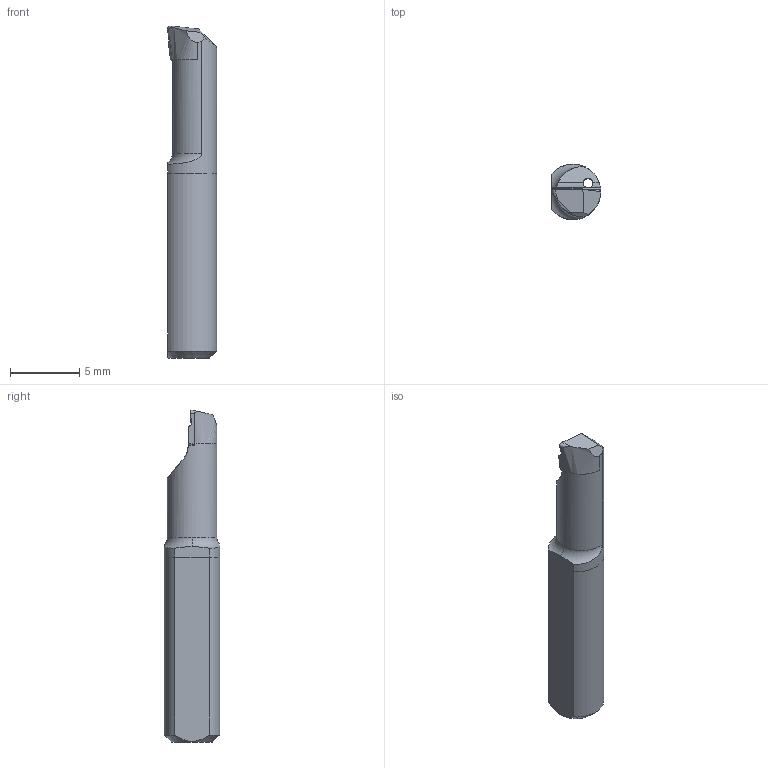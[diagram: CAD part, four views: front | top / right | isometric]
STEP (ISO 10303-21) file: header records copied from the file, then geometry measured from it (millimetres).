
FILE_DESCRIPTION (( 'STEP AP203' ), '1' );
FILE_NAME ('LX050.4-10R20.step', '2025-03-03T07:36:16', ( '' ), ( '' ), 'SwSTEP 2.0', 'SolidWorks 2022', '' );
FILE_SCHEMA (( 'CONFIG_CONTROL_DESIGN' ));
Length unit declared in the file: millimetre
Products named in the file (1): LX050.4-10R20
Bounding box: 3.57 x 4 x 24 mm (x, y, z)
Volume: 229.6 mm3; surface area: 329.8 mm2
Topology: 1 solids, 1 shells, 32 faces, 92 edges, 60 vertices
Faces by surface type: plane 13, cylinder 11, torus 4, cone 2, bspline 2
Entity records: 1356 total; most frequent: CARTESIAN_POINT 510, ORIENTED_EDGE 184, DIRECTION 135, EDGE_CURVE 92, VERTEX_POINT 60, AXIS2_PLACEMENT_3D 48, VECTOR 39, LINE 39
